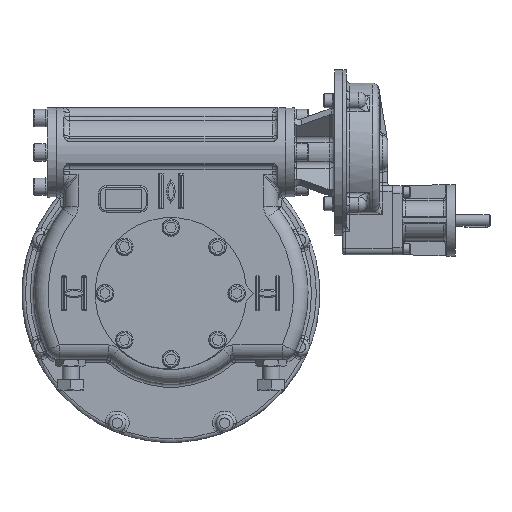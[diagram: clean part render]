
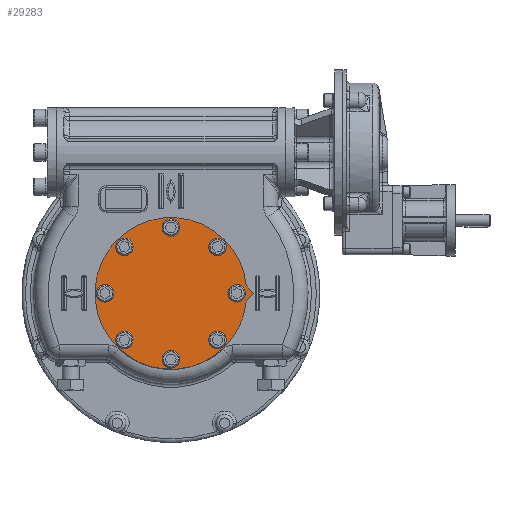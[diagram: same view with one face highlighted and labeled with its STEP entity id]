
A CAD part, top view. The second image highlights one B-rep face of the part: STEP entity #29283.
In plain terms, the highlighted planar face has unit normal (0, 0, 1).
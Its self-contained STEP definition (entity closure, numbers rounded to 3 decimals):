
#1987=CIRCLE('',#32458,132.5);
#1996=CIRCLE('',#32471,10.5);
#1997=CIRCLE('',#32472,10.5);
#1998=CIRCLE('',#32473,10.5);
#1999=CIRCLE('',#32474,10.5);
#2000=CIRCLE('',#32475,10.5);
#2001=CIRCLE('',#32476,10.5);
#2002=CIRCLE('',#32477,10.5);
#2003=CIRCLE('',#32478,10.5);
#4699=LINE('',#65997,#7040);
#4702=LINE('',#66002,#7043);
#7040=VECTOR('',#39013,1000.);
#7043=VECTOR('',#39018,1000.);
#13321=ORIENTED_EDGE('',*,*,#18841,.F.);
#13322=ORIENTED_EDGE('',*,*,#18842,.F.);
#13323=ORIENTED_EDGE('',*,*,#18843,.F.);
#13324=ORIENTED_EDGE('',*,*,#18844,.F.);
#13325=ORIENTED_EDGE('',*,*,#18845,.F.);
#13326=ORIENTED_EDGE('',*,*,#18846,.F.);
#13327=ORIENTED_EDGE('',*,*,#18847,.F.);
#13328=ORIENTED_EDGE('',*,*,#18848,.F.);
#13329=ORIENTED_EDGE('',*,*,#18826,.F.);
#13330=ORIENTED_EDGE('',*,*,#18832,.F.);
#13331=ORIENTED_EDGE('',*,*,#18829,.F.);
#18826=EDGE_CURVE('',#22794,#22795,#1987,.T.);
#18829=EDGE_CURVE('',#22795,#22797,#4699,.T.);
#18832=EDGE_CURVE('',#22797,#22794,#4702,.T.);
#18841=EDGE_CURVE('',#22806,#22806,#1996,.T.);
#18842=EDGE_CURVE('',#22807,#22807,#1997,.T.);
#18843=EDGE_CURVE('',#22808,#22808,#1998,.T.);
#18844=EDGE_CURVE('',#22809,#22809,#1999,.T.);
#18845=EDGE_CURVE('',#22810,#22810,#2000,.T.);
#18846=EDGE_CURVE('',#22811,#22811,#2001,.T.);
#18847=EDGE_CURVE('',#22812,#22812,#2002,.T.);
#18848=EDGE_CURVE('',#22813,#22813,#2003,.T.);
#22794=VERTEX_POINT('',#65990);
#22795=VERTEX_POINT('',#65992);
#22797=VERTEX_POINT('',#65998);
#22806=VERTEX_POINT('',#66022);
#22807=VERTEX_POINT('',#66024);
#22808=VERTEX_POINT('',#66026);
#22809=VERTEX_POINT('',#66028);
#22810=VERTEX_POINT('',#66030);
#22811=VERTEX_POINT('',#66032);
#22812=VERTEX_POINT('',#66034);
#22813=VERTEX_POINT('',#66036);
#25330=EDGE_LOOP('',(#13321));
#25331=EDGE_LOOP('',(#13322));
#25332=EDGE_LOOP('',(#13323));
#25333=EDGE_LOOP('',(#13324));
#25334=EDGE_LOOP('',(#13325));
#25335=EDGE_LOOP('',(#13326));
#25336=EDGE_LOOP('',(#13327));
#25337=EDGE_LOOP('',(#13328));
#25338=EDGE_LOOP('',(#13329,#13330,#13331));
#27121=FACE_BOUND('',#25330,.T.);
#27122=FACE_BOUND('',#25331,.T.);
#27123=FACE_BOUND('',#25332,.T.);
#27124=FACE_BOUND('',#25333,.T.);
#27125=FACE_BOUND('',#25334,.T.);
#27126=FACE_BOUND('',#25335,.T.);
#27127=FACE_BOUND('',#25336,.T.);
#27128=FACE_BOUND('',#25337,.T.);
#27129=FACE_BOUND('',#25338,.T.);
#28114=PLANE('',#32470);
#29283=ADVANCED_FACE('',(#27121,#27122,#27123,#27124,#27125,#27126,#27127,
#27128,#27129),#28114,.F.);
#32458=AXIS2_PLACEMENT_3D('',#65991,#39007,#39008);
#32470=AXIS2_PLACEMENT_3D('',#66020,#39037,#39038);
#32471=AXIS2_PLACEMENT_3D('',#66021,#39039,#39040);
#32472=AXIS2_PLACEMENT_3D('',#66023,#39041,#39042);
#32473=AXIS2_PLACEMENT_3D('',#66025,#39043,#39044);
#32474=AXIS2_PLACEMENT_3D('',#66027,#39045,#39046);
#32475=AXIS2_PLACEMENT_3D('',#66029,#39047,#39048);
#32476=AXIS2_PLACEMENT_3D('',#66031,#39049,#39050);
#32477=AXIS2_PLACEMENT_3D('',#66033,#39051,#39052);
#32478=AXIS2_PLACEMENT_3D('',#66035,#39053,#39054);
#39007=DIRECTION('',(0.,0.,-1.));
#39008=DIRECTION('',(1.,0.,0.));
#39013=DIRECTION('',(0.707,-0.707,0.));
#39018=DIRECTION('',(-0.707,-0.707,0.));
#39037=DIRECTION('',(0.,0.,-1.));
#39038=DIRECTION('',(-1.,0.,0.));
#39039=DIRECTION('',(0.,0.,1.));
#39040=DIRECTION('',(1.,0.,0.));
#39041=DIRECTION('',(0.,0.,1.));
#39042=DIRECTION('',(0.707,-0.707,0.));
#39043=DIRECTION('',(0.,0.,1.));
#39044=DIRECTION('',(0.,-1.,0.));
#39045=DIRECTION('',(0.,0.,1.));
#39046=DIRECTION('',(-0.707,-0.707,0.));
#39047=DIRECTION('',(0.,0.,1.));
#39048=DIRECTION('',(-1.,0.,0.));
#39049=DIRECTION('',(0.,0.,1.));
#39050=DIRECTION('',(-0.707,0.707,0.));
#39051=DIRECTION('',(0.,0.,1.));
#39052=DIRECTION('',(0.,1.,0.));
#39053=DIRECTION('',(0.,0.,1.));
#39054=DIRECTION('',(0.707,0.707,0.));
#65990=CARTESIAN_POINT('',(131.845,-13.155,70.25));
#65991=CARTESIAN_POINT('',(0.,0.,70.25));
#65992=CARTESIAN_POINT('',(131.845,13.155,70.25));
#65997=CARTESIAN_POINT('',(131.845,13.155,70.25));
#65998=CARTESIAN_POINT('',(145.,0.,70.25));
#66002=CARTESIAN_POINT('',(145.,0.,70.25));
#66020=CARTESIAN_POINT('',(0.,0.,70.25));
#66021=CARTESIAN_POINT('',(0.,115.,70.25));
#66022=CARTESIAN_POINT('',(10.5,115.,70.25));
#66023=CARTESIAN_POINT('',(81.317,81.317,70.25));
#66024=CARTESIAN_POINT('',(88.742,73.893,70.25));
#66025=CARTESIAN_POINT('',(115.,0.,70.25));
#66026=CARTESIAN_POINT('',(115.,-10.5,70.25));
#66027=CARTESIAN_POINT('',(81.317,-81.317,70.25));
#66028=CARTESIAN_POINT('',(73.893,-88.742,70.25));
#66029=CARTESIAN_POINT('',(0.,-115.,70.25));
#66030=CARTESIAN_POINT('',(-10.5,-115.,70.25));
#66031=CARTESIAN_POINT('',(-81.317,-81.317,70.25));
#66032=CARTESIAN_POINT('',(-88.742,-73.893,70.25));
#66033=CARTESIAN_POINT('',(-115.,0.,70.25));
#66034=CARTESIAN_POINT('',(-115.,10.5,70.25));
#66035=CARTESIAN_POINT('',(-81.317,81.317,70.25));
#66036=CARTESIAN_POINT('',(-73.893,88.742,70.25));
